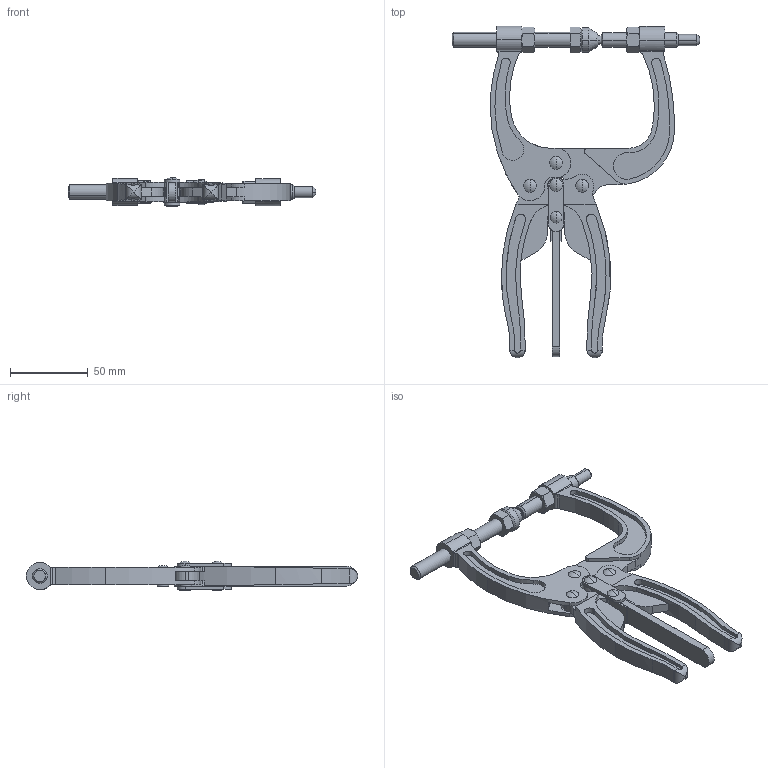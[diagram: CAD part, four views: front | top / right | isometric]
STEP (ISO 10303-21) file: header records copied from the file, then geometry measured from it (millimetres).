
FILE_DESCRIPTION (( 'STEP AP214' ), '1' );
FILE_NAME ('493802(GH-50450).STEP', '2019-01-16T05:12:24', ( 'LinWei' ), ( '' ), 'SwSTEP 2.0', 'SolidWorks 2016', '' );
FILE_SCHEMA (( 'AUTOMOTIVE_DESIGN' ));
Length unit declared in the file: millimetre
Products named in the file (6): Group1^493802(GH-50450); 493802(GH-50450); 35045002-1^493802(GH-50450); Group5^493802(GH-50450); Group3^493802(GH-50450); Group2^493802(GH-50450)
Assembly tree (5 placements, depth 2):
  493802(GH-50450)
    Group1^493802(GH-50450)
    Group2^493802(GH-50450)
    Group3^493802(GH-50450)
    Group5^493802(GH-50450)
    35045002-1^493802(GH-50450)
Bounding box: 159.76 x 213.82 x 19 mm (x, y, z)
Volume: 95692 mm3; surface area: 52732.9 mm2
Topology: 8 solids, 8 shells, 389 faces, 1003 edges, 652 vertices
Faces by surface type: cylinder 210, plane 125, cone 40, sphere 12, torus 2
Entity records: 13021 total; most frequent: CARTESIAN_POINT 2938, DIRECTION 2069, ORIENTED_EDGE 2006, EDGE_CURVE 1003, AXIS2_PLACEMENT_3D 829, VERTEX_POINT 652, CIRCLE 432, EDGE_LOOP 431
